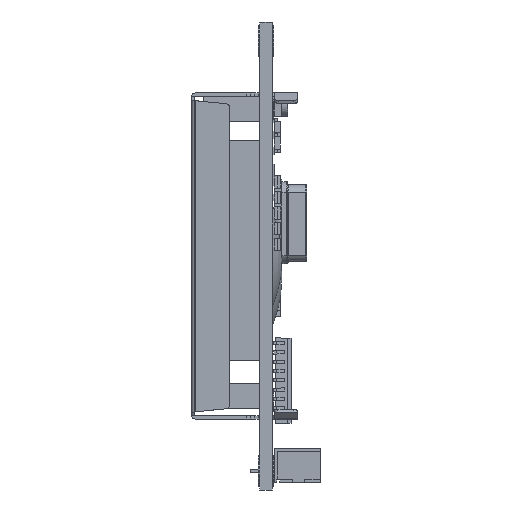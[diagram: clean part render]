
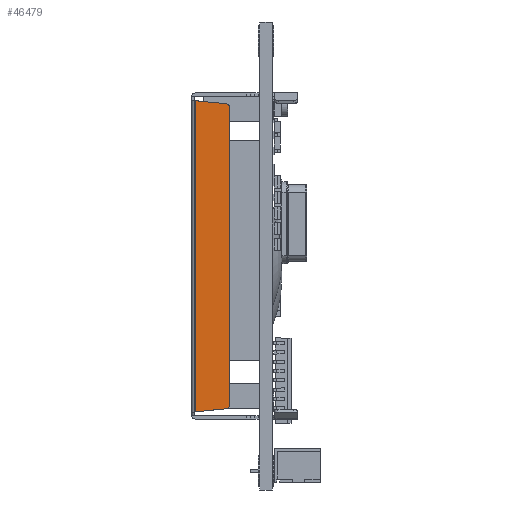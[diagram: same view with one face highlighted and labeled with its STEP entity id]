
A CAD part, left-side view. The second image highlights one B-rep face of the part: STEP entity #46479.
In plain terms, the highlighted planar face has unit normal (-1, 0, 0).
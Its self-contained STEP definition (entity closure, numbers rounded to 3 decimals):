
#789 = CARTESIAN_POINT ( 'NONE',  ( 4.65, 5.924, -49.085 ) ) ;
#891 = DIRECTION ( 'NONE',  ( 0., 0., -1. ) ) ;
#1239 = EDGE_CURVE ( 'NONE', #29951, #52108, #33216, .T. ) ;
#1528 = VERTEX_POINT ( 'NONE', #34119 ) ;
#2853 = ORIENTED_EDGE ( 'NONE', *, *, #49058, .F. ) ;
#4209 = VECTOR ( 'NONE', #21085, 1000. ) ;
#5110 = DIRECTION ( 'NONE',  ( 0., 0., 1. ) ) ;
#6167 = ORIENTED_EDGE ( 'NONE', *, *, #1239, .T. ) ;
#7625 = ORIENTED_EDGE ( 'NONE', *, *, #45085, .F. ) ;
#10797 = ORIENTED_EDGE ( 'NONE', *, *, #34428, .T. ) ;
#11849 = AXIS2_PLACEMENT_3D ( 'NONE', #40662, #15426, #44824 ) ;
#12620 = EDGE_LOOP ( 'NONE', ( #2853, #10797, #27604, #38910, #7625, #6167 ) ) ;
#12821 = AXIS2_PLACEMENT_3D ( 'NONE', #18397, #47758, #22549 ) ;
#14033 = AXIS2_PLACEMENT_3D ( 'NONE', #789, #30358, #5110 ) ;
#15108 = LINE ( 'NONE', #24472, #37489 ) ;
#15426 = DIRECTION ( 'NONE',  ( -1., 0., 0. ) ) ;
#18397 = CARTESIAN_POINT ( 'NONE',  ( 4.65, 5.924, -10.988 ) ) ;
#21085 = DIRECTION ( 'NONE',  ( 0., 0.995, -0.102 ) ) ;
#21692 = DIRECTION ( 'NONE',  ( 0., 0., -1. ) ) ;
#21702 = VERTEX_POINT ( 'NONE', #42567 ) ;
#21892 = VECTOR ( 'NONE', #21692, 1000. ) ;
#22063 = VERTEX_POINT ( 'NONE', #36271 ) ;
#22549 = DIRECTION ( 'NONE',  ( 0., 0., 1. ) ) ;
#23672 = PLANE ( 'NONE',  #11849 ) ;
#24472 = CARTESIAN_POINT ( 'NONE',  ( 4.65, 10.32, -10.036 ) ) ;
#27003 = VECTOR ( 'NONE', #891, 1000. ) ;
#27604 = ORIENTED_EDGE ( 'NONE', *, *, #33531, .F. ) ;
#29349 = CARTESIAN_POINT ( 'NONE',  ( 4.65, 9.82, -49.985 ) ) ;
#29951 = VERTEX_POINT ( 'NONE', #33682 ) ;
#30136 = CARTESIAN_POINT ( 'NONE',  ( 4.65, 9.82, -50.036 ) ) ;
#30257 = CARTESIAN_POINT ( 'NONE',  ( 4.65, 5.424, -10.536 ) ) ;
#30358 = DIRECTION ( 'NONE',  ( -1., 0., 0. ) ) ;
#30907 = FACE_OUTER_BOUND ( 'NONE', #12620, .T. ) ;
#33216 = CIRCLE ( 'NONE', #14033, 0.5 ) ;
#33531 = EDGE_CURVE ( 'NONE', #22063, #1528, #15108, .T. ) ;
#33682 = CARTESIAN_POINT ( 'NONE',  ( 4.65, 5.873, -49.582 ) ) ;
#34119 = CARTESIAN_POINT ( 'NONE',  ( 4.65, 5.873, -10.49 ) ) ;
#34428 = EDGE_CURVE ( 'NONE', #21702, #1528, #36310, .T. ) ;
#36271 = CARTESIAN_POINT ( 'NONE',  ( 4.65, 9.82, -10.087 ) ) ;
#36310 = CIRCLE ( 'NONE', #12821, 0.5 ) ;
#37489 = VECTOR ( 'NONE', #53729, 1000. ) ;
#38211 = LINE ( 'NONE', #30257, #27003 ) ;
#38910 = ORIENTED_EDGE ( 'NONE', *, *, #48490, .T. ) ;
#40662 = CARTESIAN_POINT ( 'NONE',  ( 4.65, 0., 0. ) ) ;
#40917 = VERTEX_POINT ( 'NONE', #29349 ) ;
#42567 = CARTESIAN_POINT ( 'NONE',  ( 4.65, 5.424, -10.988 ) ) ;
#44248 = LINE ( 'NONE', #30136, #21892 ) ;
#44824 = DIRECTION ( 'NONE',  ( 0., 0., -1. ) ) ;
#45085 = EDGE_CURVE ( 'NONE', #29951, #40917, #47719, .T. ) ;
#46479 = ADVANCED_FACE ( 'NONE', ( #30907 ), #23672, .T. ) ;
#47719 = LINE ( 'NONE', #50477, #4209 ) ;
#47758 = DIRECTION ( 'NONE',  ( -1., 0., 0. ) ) ;
#48490 = EDGE_CURVE ( 'NONE', #22063, #40917, #44248, .T. ) ;
#48912 = CARTESIAN_POINT ( 'NONE',  ( 4.65, 5.424, -49.085 ) ) ;
#49058 = EDGE_CURVE ( 'NONE', #21702, #52108, #38211, .T. ) ;
#50477 = CARTESIAN_POINT ( 'NONE',  ( 4.65, 5.424, -49.536 ) ) ;
#52108 = VERTEX_POINT ( 'NONE', #48912 ) ;
#53729 = DIRECTION ( 'NONE',  ( 0., -0.995, -0.102 ) ) ;
